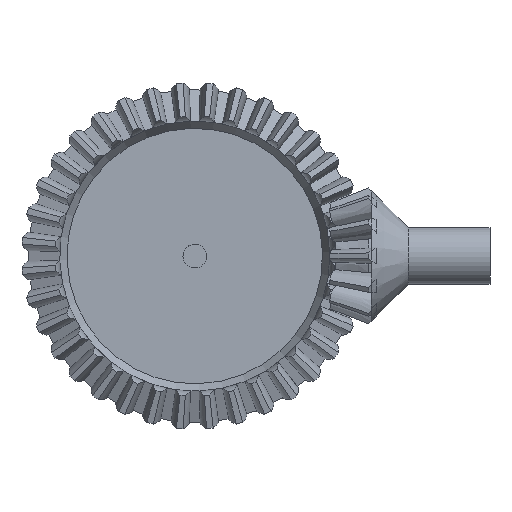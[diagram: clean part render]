
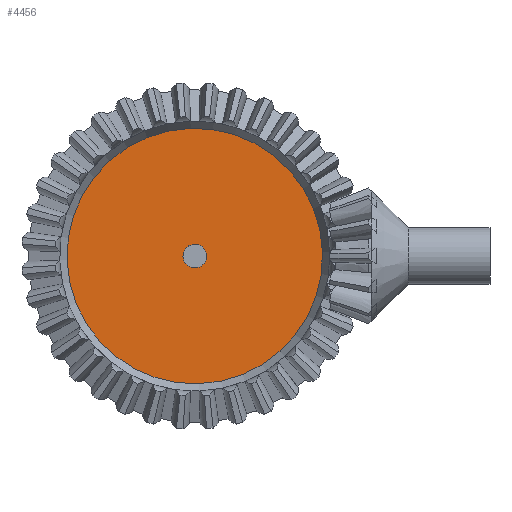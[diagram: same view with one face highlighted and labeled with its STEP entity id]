
A CAD part, top view. The second image highlights one B-rep face of the part: STEP entity #4456.
In plain terms, the highlighted planar face has unit normal (0, 0, 1).
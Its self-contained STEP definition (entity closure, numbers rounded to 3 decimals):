
#22=FACE_BOUND('',#1041,.T.);
#268=CIRCLE('',#4851,27.);
#273=CIRCLE('',#4860,2.5);
#715=FACE_OUTER_BOUND('',#1040,.T.);
#1040=EDGE_LOOP('',(#3107));
#1041=EDGE_LOOP('',(#3108));
#1974=VERTEX_POINT('',#6287);
#1979=VERTEX_POINT('',#6304);
#2413=EDGE_CURVE('',#1974,#1974,#268,.T.);
#2422=EDGE_CURVE('',#1979,#1979,#273,.T.);
#3107=ORIENTED_EDGE('',*,*,#2413,.F.);
#3108=ORIENTED_EDGE('',*,*,#2422,.T.);
#4338=PLANE('',#4861);
#4456=ADVANCED_FACE('',(#715,#22),#4338,.T.);
#4851=AXIS2_PLACEMENT_3D('',#6288,#5131,#5132);
#4860=AXIS2_PLACEMENT_3D('',#6306,#5153,#5154);
#4861=AXIS2_PLACEMENT_3D('',#6307,#5155,#5156);
#5131=DIRECTION('center_axis',(0.,0.,
-1.));
#5132=DIRECTION('ref_axis',(0.996,0.087,0.));
#5153=DIRECTION('center_axis',(0.,0.,
-1.));
#5154=DIRECTION('ref_axis',(0.996,0.087,0.));
#5155=DIRECTION('center_axis',(0.,0.,
1.));
#5156=DIRECTION('ref_axis',(0.996,0.087,0.));
#6287=CARTESIAN_POINT('',(-26.986,-0.877,-2.225));
#6288=CARTESIAN_POINT('Origin',(0.,0.,
-2.225));
#6304=CARTESIAN_POINT('',(-2.499,-0.081,-2.225));
#6306=CARTESIAN_POINT('Origin',(0.,0.,
-2.225));
#6307=CARTESIAN_POINT('Origin',(26.986,0.877,-2.225));
